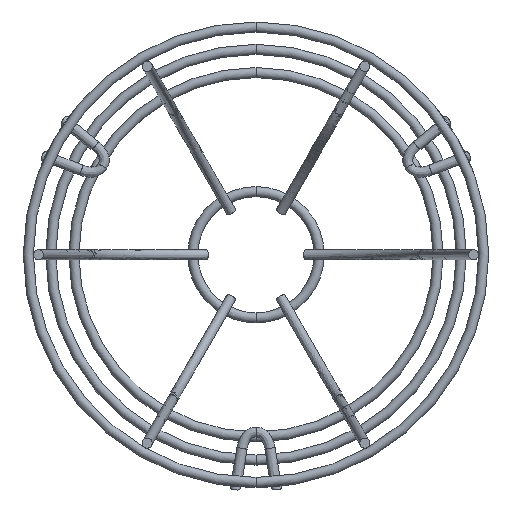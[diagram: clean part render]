
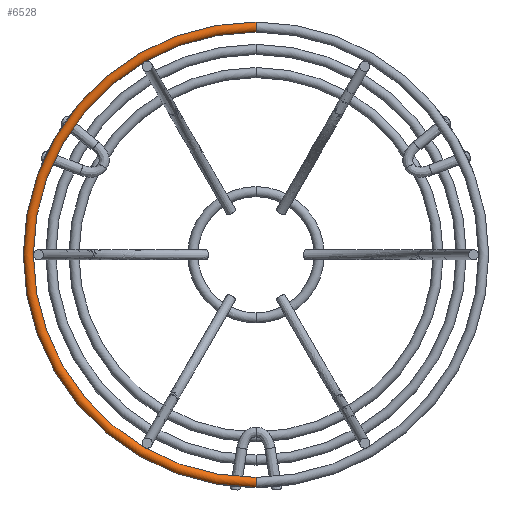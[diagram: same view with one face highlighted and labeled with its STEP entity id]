
A CAD part, front view. The second image highlights one B-rep face of the part: STEP entity #6528.
In plain terms, the highlighted toroidal (fillet/blend) face has major radius 71.25 mm and minor radius 1.575 mm.
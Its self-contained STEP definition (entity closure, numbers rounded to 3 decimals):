
#90 = CARTESIAN_POINT ( 'NONE',  ( 0., 0., 72.825 ) ) ;
#474 = AXIS2_PLACEMENT_3D ( 'NONE', #10342, #1254, #2176 ) ;
#870 = AXIS2_PLACEMENT_3D ( 'NONE', #9832, #10752, #11673 ) ;
#876 = CARTESIAN_POINT ( 'NONE',  ( 0., 0., 69.675 ) ) ;
#920 = AXIS2_PLACEMENT_3D ( 'NONE', #9266, #3696, #5638 ) ;
#1254 = DIRECTION ( 'NONE',  ( 1., 0., 0. ) ) ;
#1693 = EDGE_CURVE ( 'NONE', #3568, #7650, #4063, .T. ) ;
#1705 = ORIENTED_EDGE ( 'NONE', *, *, #3758, .F. ) ;
#1918 = CIRCLE ( 'NONE', #870, 69.675 ) ;
#2176 = DIRECTION ( 'NONE',  ( 0., 0., -1. ) ) ;
#2321 = CARTESIAN_POINT ( 'NONE',  ( 0., 0., -72.825 ) ) ;
#2627 = CIRCLE ( 'NONE', #6878, 72.825 ) ;
#2700 = VERTEX_POINT ( 'NONE', #2321 ) ;
#2709 = DIRECTION ( 'NONE',  ( 0., -1., 0. ) ) ;
#3431 = VERTEX_POINT ( 'NONE', #5705 ) ;
#3568 = VERTEX_POINT ( 'NONE', #90 ) ;
#3696 = DIRECTION ( 'NONE',  ( -1., 0., 0. ) ) ;
#3758 = EDGE_CURVE ( 'NONE', #7650, #3431, #1918, .T. ) ;
#4063 = CIRCLE ( 'NONE', #474, 1.575 ) ;
#4799 = ORIENTED_EDGE ( 'NONE', *, *, #1693, .F. ) ;
#4811 = EDGE_LOOP ( 'NONE', ( #4799, #10707, #6242, #1705 ) ) ;
#5638 = DIRECTION ( 'NONE',  ( 0., 0., 1. ) ) ;
#5705 = CARTESIAN_POINT ( 'NONE',  ( 0., 0., -69.675 ) ) ;
#6242 = ORIENTED_EDGE ( 'NONE', *, *, #9545, .T. ) ;
#6252 = DIRECTION ( 'NONE',  ( 0., 0., -1. ) ) ;
#6528 = ADVANCED_FACE ( 'NONE', ( #8042 ), #10039, .T. ) ;
#6878 = AXIS2_PLACEMENT_3D ( 'NONE', #8931, #7099, #6252 ) ;
#7099 = DIRECTION ( 'NONE',  ( 0., -1., 0. ) ) ;
#7650 = VERTEX_POINT ( 'NONE', #876 ) ;
#8042 = FACE_OUTER_BOUND ( 'NONE', #4811, .T. ) ;
#8117 = CARTESIAN_POINT ( 'NONE',  ( 0., 0., 0. ) ) ;
#8625 = EDGE_CURVE ( 'NONE', #3568, #2700, #2627, .T. ) ;
#8931 = CARTESIAN_POINT ( 'NONE',  ( 0., 0., 0. ) ) ;
#9266 = CARTESIAN_POINT ( 'NONE',  ( 0., 0., -71.25 ) ) ;
#9545 = EDGE_CURVE ( 'NONE', #2700, #3431, #11461, .T. ) ;
#9832 = CARTESIAN_POINT ( 'NONE',  ( 0., 0., 0. ) ) ;
#10039 = TOROIDAL_SURFACE ( 'NONE', #11787, 71.25, 1.575 ) ;
#10342 = CARTESIAN_POINT ( 'NONE',  ( 0., 0., 71.25 ) ) ;
#10707 = ORIENTED_EDGE ( 'NONE', *, *, #8625, .T. ) ;
#10752 = DIRECTION ( 'NONE',  ( 0., -1., 0. ) ) ;
#11461 = CIRCLE ( 'NONE', #920, 1.575 ) ;
#11673 = DIRECTION ( 'NONE',  ( 0., 0., -1. ) ) ;
#11787 = AXIS2_PLACEMENT_3D ( 'NONE', #8117, #2709, #11842 ) ;
#11842 = DIRECTION ( 'NONE',  ( 0., 0., -1. ) ) ;
